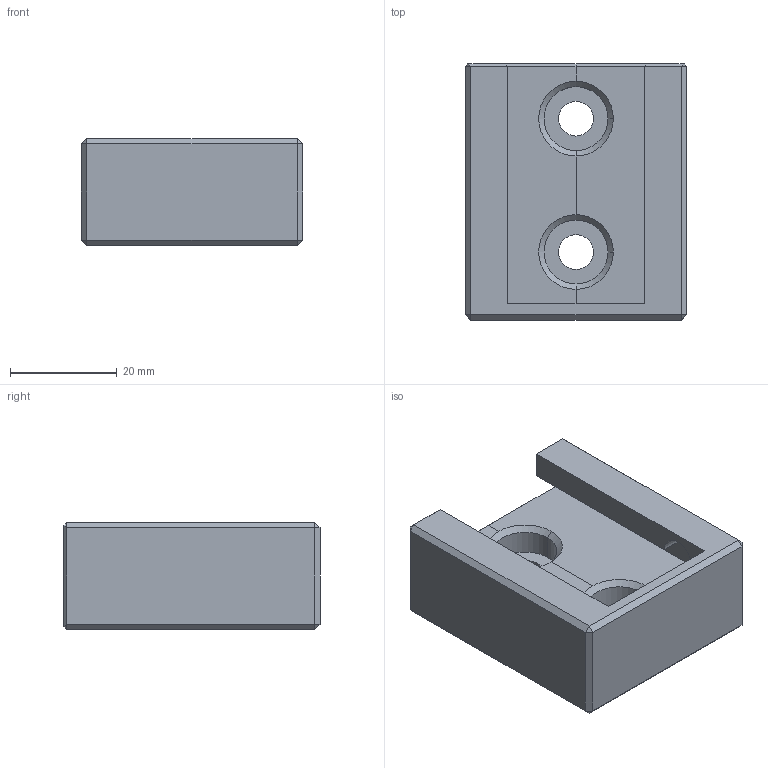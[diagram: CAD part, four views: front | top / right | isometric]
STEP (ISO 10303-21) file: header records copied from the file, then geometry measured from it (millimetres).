
FILE_DESCRIPTION(('CATIA V5 STEP Exchange'),'2;1');
FILE_NAME('BOS_V3_FIX_FEMALE.stp','2023-12-09T14:42:50+00:00',('none'),('none'),'CATIA Unofficial Packaging Version SP3','CATIA V5 STEP AP203','none');
FILE_SCHEMA(('CONFIG_CONTROL_DESIGN'));
Length unit declared in the file: millimetre
Products named in the file (1): BOS_V3_FIX_FEMALE
Bounding box: 41.5 x 48 x 20 mm (x, y, z)
Volume: 24140.4 mm3; surface area: 9561.7 mm2
Topology: 1 solids, 1 shells, 61 faces, 143 edges, 83 vertices
Faces by surface type: plane 47, cylinder 10, cone 4
Entity records: 1656 total; most frequent: CARTESIAN_POINT 292, ORIENTED_EDGE 286, DIRECTION 234, EDGE_CURVE 143, VECTOR 100, LINE 100, AXIS2_PLACEMENT_3D 83, VERTEX_POINT 83
